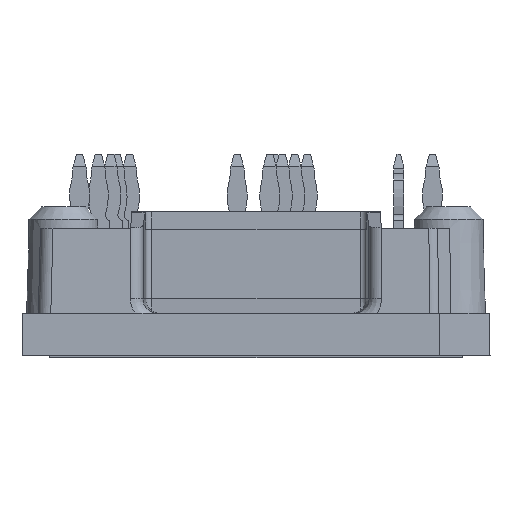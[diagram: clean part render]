
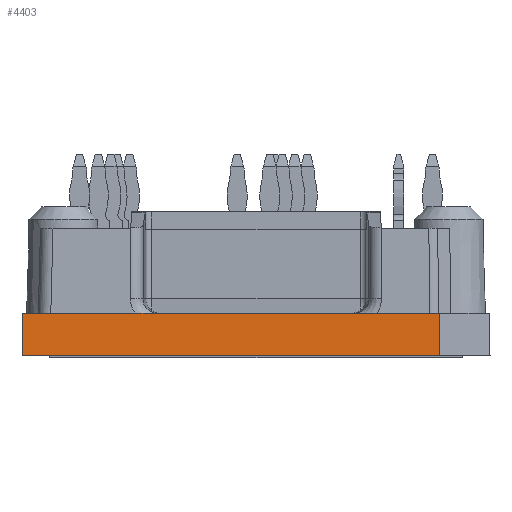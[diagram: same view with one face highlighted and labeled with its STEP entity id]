
A CAD part, left-side view. The second image highlights one B-rep face of the part: STEP entity #4403.
In plain terms, the highlighted planar face has unit normal (-1, 0, 0.018).
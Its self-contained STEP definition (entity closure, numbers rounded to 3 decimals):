
#4403 = ADVANCED_FACE( '', ( #9159 ), #9160, .T. );
#9159 = FACE_OUTER_BOUND( '', #14609, .T. );
#9160 = PLANE( '', #14610 );
#14609 = EDGE_LOOP( '', ( #26765, #26766, #26767, #26768 ) );
#14610 = AXIS2_PLACEMENT_3D( '', #26769, #26770, #26771 );
#26765 = ORIENTED_EDGE( '', *, *, #34840, .T. );
#26766 = ORIENTED_EDGE( '', *, *, #33777, .F. );
#26767 = ORIENTED_EDGE( '', *, *, #32706, .T. );
#26768 = ORIENTED_EDGE( '', *, *, #34841, .T. );
#26769 = CARTESIAN_POINT( '', ( -41., 2.5, 0. ) );
#26770 = DIRECTION( '', ( -1., 0., 0.017 ) );
#26771 = DIRECTION( '', ( 0.017, 0., 1. ) );
#32706 = EDGE_CURVE( '', #40007, #40005, #40008, .T. );
#33777 = EDGE_CURVE( '', #40007, #41520, #41521, .F. );
#34840 = EDGE_CURVE( '', #42846, #41520, #42847, .F. );
#34841 = EDGE_CURVE( '', #40005, #42846, #42848, .F. );
#40005 = VERTEX_POINT( '', #50343 );
#40007 = VERTEX_POINT( '', #50346 );
#40008 = LINE( '', #50347, #50348 );
#41520 = VERTEX_POINT( '', #52680 );
#41521 = LINE( '', #52681, #52682 );
#42846 = VERTEX_POINT( '', #54756 );
#42847 = LINE( '', #54757, #54758 );
#42848 = LINE( '', #54759, #54760 );
#50343 = CARTESIAN_POINT( '', ( -41., 21.2, 0. ) );
#50346 = CARTESIAN_POINT( '', ( -40.941, 21.141, 3.4 ) );
#50347 = CARTESIAN_POINT( '', ( -40.994, 21.194, 0.326 ) );
#50348 = VECTOR( '', #58300, 1000. );
#52680 = CARTESIAN_POINT( '', ( -40.941, -12.175, 3.4 ) );
#52681 = CARTESIAN_POINT( '', ( -40.941, 2.5, 3.4 ) );
#52682 = VECTOR( '', #59313, 1000. );
#54756 = CARTESIAN_POINT( '', ( -41., -12.2, 0. ) );
#54757 = CARTESIAN_POINT( '', ( -40.998, -12.199, 0.134 ) );
#54758 = VECTOR( '', #60217, 1000. );
#54759 = CARTESIAN_POINT( '', ( -41., 2.5, 0. ) );
#54760 = VECTOR( '', #60218, 1000. );
#58300 = DIRECTION( '', ( -0.017, 0.017, -1. ) );
#59313 = DIRECTION( '', ( 0., 1., 0. ) );
#60217 = DIRECTION( '', ( -0.017, -0.007, -1. ) );
#60218 = DIRECTION( '', ( 0., 1., 0. ) );
